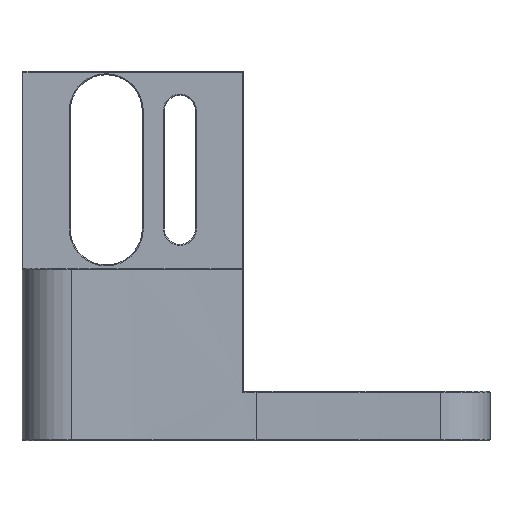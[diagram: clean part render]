
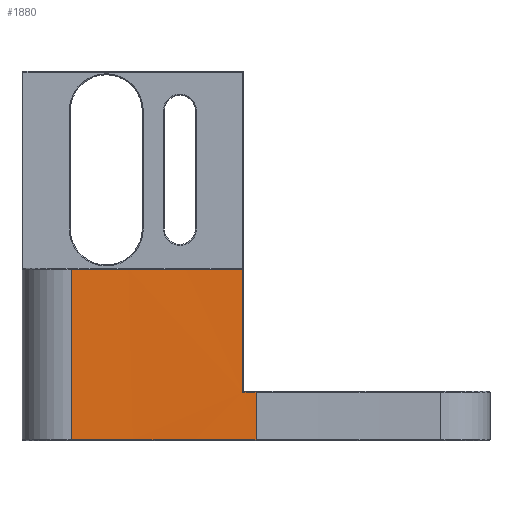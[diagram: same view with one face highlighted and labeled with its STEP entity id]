
A CAD part, top view. The second image highlights one B-rep face of the part: STEP entity #1880.
In plain terms, the highlighted cylindrical face has radius 714.706 mm (diameter 1429.41 mm), a partial arc.
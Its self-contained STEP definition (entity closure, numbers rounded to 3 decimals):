
#84 = CARTESIAN_POINT ( 'NONE',  ( 10., 34.8, 0. ) ) ;
#96 = DIRECTION ( 'NONE',  ( 0., -1., 0. ) ) ;
#158 = CARTESIAN_POINT ( 'NONE',  ( 44.799, 34.8, -0.979 ) ) ;
#288 = DIRECTION ( 'NONE',  ( 0., 1., 0. ) ) ;
#299 = ORIENTED_EDGE ( 'NONE', *, *, #405, .T. ) ;
#306 = CARTESIAN_POINT ( 'NONE',  ( 47.5, 65., 713.722 ) ) ;
#312 = CARTESIAN_POINT ( 'NONE',  ( 47.5, 0.2, 713.722 ) ) ;
#356 = DIRECTION ( 'NONE',  ( 0., 1., 0. ) ) ;
#369 = LINE ( 'NONE', #561, #1861 ) ;
#405 = EDGE_CURVE ( 'NONE', #2338, #2374, #2392, .T. ) ;
#537 = CARTESIAN_POINT ( 'NONE',  ( 47.5, 9.8, -0.984 ) ) ;
#561 = CARTESIAN_POINT ( 'NONE',  ( 10., 65., 0. ) ) ;
#590 = CARTESIAN_POINT ( 'NONE',  ( 47.5, 0.2, -0.984 ) ) ;
#603 = DIRECTION ( 'NONE',  ( 0., 1., 0. ) ) ;
#646 = VECTOR ( 'NONE', #603, 1000. ) ;
#647 = ORIENTED_EDGE ( 'NONE', *, *, #1351, .F. ) ;
#653 = CARTESIAN_POINT ( 'NONE',  ( 10., 0.2, 0. ) ) ;
#794 = CARTESIAN_POINT ( 'NONE',  ( 44.799, 65., -0.979 ) ) ;
#825 = LINE ( 'NONE', #794, #646 ) ;
#907 = AXIS2_PLACEMENT_3D ( 'NONE', #2444, #288, #1210 ) ;
#957 = EDGE_CURVE ( 'NONE', #1876, #1731, #369, .T. ) ;
#959 = CARTESIAN_POINT ( 'NONE',  ( 47.5, 9.8, 713.722 ) ) ;
#974 = DIRECTION ( 'NONE',  ( 0., -1., 0. ) ) ;
#1016 = ORIENTED_EDGE ( 'NONE', *, *, #1050, .T. ) ;
#1037 = AXIS2_PLACEMENT_3D ( 'NONE', #306, #96, #1297 ) ;
#1050 = EDGE_CURVE ( 'NONE', #2003, #1876, #2021, .T. ) ;
#1210 = DIRECTION ( 'NONE',  ( 0., 0., -1. ) ) ;
#1277 = AXIS2_PLACEMENT_3D ( 'NONE', #959, #356, #1545 ) ;
#1297 = DIRECTION ( 'NONE',  ( 0., 0., -1. ) ) ;
#1313 = VERTEX_POINT ( 'NONE', #590 ) ;
#1331 = CARTESIAN_POINT ( 'NONE',  ( 44.799, 9.8, -0.979 ) ) ;
#1351 = EDGE_CURVE ( 'NONE', #2338, #1313, #1987, .T. ) ;
#1360 = VECTOR ( 'NONE', #974, 1000. ) ;
#1445 = EDGE_LOOP ( 'NONE', ( #647, #299, #1527, #1016, #1882, #2364 ) ) ;
#1487 = AXIS2_PLACEMENT_3D ( 'NONE', #312, #1892, #1697 ) ;
#1527 = ORIENTED_EDGE ( 'NONE', *, *, #2509, .T. ) ;
#1545 = DIRECTION ( 'NONE',  ( 0., 0., -1. ) ) ;
#1585 = CARTESIAN_POINT ( 'NONE',  ( 47.5, 65., -0.984 ) ) ;
#1672 = CYLINDRICAL_SURFACE ( 'NONE', #1037, 714.706 ) ;
#1697 = DIRECTION ( 'NONE',  ( 0., 0., -1. ) ) ;
#1731 = VERTEX_POINT ( 'NONE', #653 ) ;
#1771 = CIRCLE ( 'NONE', #1487, 714.706 ) ;
#1861 = VECTOR ( 'NONE', #2543, 1000. ) ;
#1876 = VERTEX_POINT ( 'NONE', #84 ) ;
#1880 = ADVANCED_FACE ( 'NONE', ( #2127 ), #1672, .F. ) ;
#1882 = ORIENTED_EDGE ( 'NONE', *, *, #957, .T. ) ;
#1892 = DIRECTION ( 'NONE',  ( 0., -1., 0. ) ) ;
#1987 = LINE ( 'NONE', #1585, #1360 ) ;
#2003 = VERTEX_POINT ( 'NONE', #158 ) ;
#2021 = CIRCLE ( 'NONE', #907, 714.706 ) ;
#2127 = FACE_OUTER_BOUND ( 'NONE', #1445, .T. ) ;
#2275 = EDGE_CURVE ( 'NONE', #1731, #1313, #1771, .T. ) ;
#2338 = VERTEX_POINT ( 'NONE', #537 ) ;
#2364 = ORIENTED_EDGE ( 'NONE', *, *, #2275, .T. ) ;
#2374 = VERTEX_POINT ( 'NONE', #1331 ) ;
#2392 = CIRCLE ( 'NONE', #1277, 714.706 ) ;
#2444 = CARTESIAN_POINT ( 'NONE',  ( 47.5, 34.8, 713.722 ) ) ;
#2509 = EDGE_CURVE ( 'NONE', #2374, #2003, #825, .T. ) ;
#2543 = DIRECTION ( 'NONE',  ( 0., -1., 0. ) ) ;
